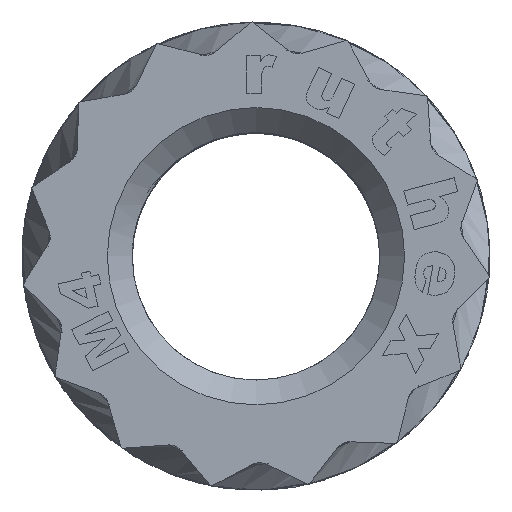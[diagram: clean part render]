
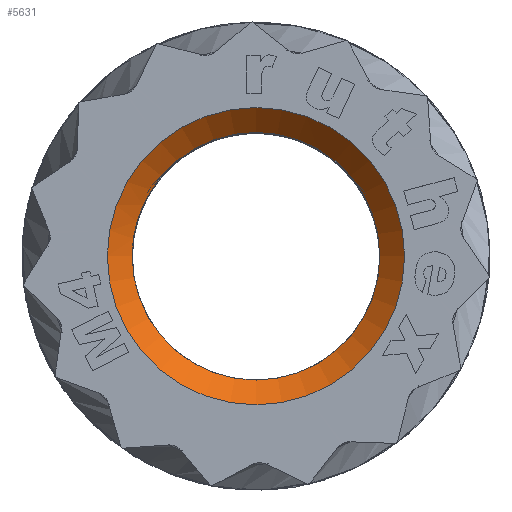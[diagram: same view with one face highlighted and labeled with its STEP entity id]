
A CAD part, top view. The second image highlights one B-rep face of the part: STEP entity #5631.
In plain terms, the highlighted conical face has half-angle 45 degrees and reference radius 1.833 mm.
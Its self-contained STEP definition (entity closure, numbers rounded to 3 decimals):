
#19=CONICAL_SURFACE('',#5907,1.833,0.785);
#426=FACE_OUTER_BOUND('',#725,.T.);
#725=EDGE_LOOP('',(#4554,#4555,#4556,#4557,#4558,#4559));
#858=CIRCLE('',#5786,1.666);
#876=CIRCLE('',#5901,2.);
#877=CIRCLE('',#5905,1.666);
#878=CIRCLE('',#5906,1.666);
#1756=LINE('',#10676,#2062);
#2062=VECTOR('',#6571,1.833);
#2092=VERTEX_POINT('',#7239);
#2093=VERTEX_POINT('',#7253);
#2428=VERTEX_POINT('',#9659);
#2429=VERTEX_POINT('',#10268);
#2733=EDGE_CURVE('',#2093,#2092,#858,.T.);
#3202=EDGE_CURVE('',#2428,#2428,#876,.T.);
#3209=EDGE_CURVE('',#2429,#2093,#877,.T.);
#3210=EDGE_CURVE('',#2092,#2429,#878,.T.);
#3213=EDGE_CURVE('',#2428,#2429,#1756,.T.);
#4554=ORIENTED_EDGE('',*,*,#3202,.F.);
#4555=ORIENTED_EDGE('',*,*,#3213,.T.);
#4556=ORIENTED_EDGE('',*,*,#3209,.T.);
#4557=ORIENTED_EDGE('',*,*,#2733,.T.);
#4558=ORIENTED_EDGE('',*,*,#3210,.T.);
#4559=ORIENTED_EDGE('',*,*,#3213,.F.);
#5631=ADVANCED_FACE('',(#426),#19,.F.);
#5786=AXIS2_PLACEMENT_3D('',#7254,#6038,#6039);
#5901=AXIS2_PLACEMENT_3D('',#9660,#6557,#6558);
#5905=AXIS2_PLACEMENT_3D('',#10269,#6565,#6566);
#5906=AXIS2_PLACEMENT_3D('',#10270,#6567,#6568);
#5907=AXIS2_PLACEMENT_3D('',#10675,#6569,#6570);
#6038=DIRECTION('center_axis',(0.,0.,-1.));
#6039=DIRECTION('ref_axis',(1.,0.,0.));
#6557=DIRECTION('center_axis',(0.,0.,-1.));
#6558=DIRECTION('ref_axis',(1.,0.,0.));
#6565=DIRECTION('center_axis',(0.,0.,-1.));
#6566=DIRECTION('ref_axis',(1.,0.,0.));
#6567=DIRECTION('center_axis',(0.,0.,-1.));
#6568=DIRECTION('ref_axis',(1.,0.,0.));
#6569=DIRECTION('center_axis',(0.,0.,1.));
#6570=DIRECTION('ref_axis',(1.,0.,0.));
#6571=DIRECTION('',(0.707,0.,-0.707));
#7239=CARTESIAN_POINT('',(1.27,1.078,-0.334));
#7253=CARTESIAN_POINT('',(-1.27,1.08,-0.334));
#7254=CARTESIAN_POINT('Origin',(0.001,-0.001,
-0.334));
#9659=CARTESIAN_POINT('',(-1.999,-0.001,0.));
#9660=CARTESIAN_POINT('Origin',(0.001,-0.001,
0.));
#10268=CARTESIAN_POINT('',(-1.665,-0.001,-0.334));
#10269=CARTESIAN_POINT('Origin',(0.001,-0.001,
-0.334));
#10270=CARTESIAN_POINT('Origin',(0.001,-0.001,
-0.334));
#10675=CARTESIAN_POINT('Origin',(0.001,-0.001,
-0.167));
#10676=CARTESIAN_POINT('',(-1.832,-0.001,-0.167));
